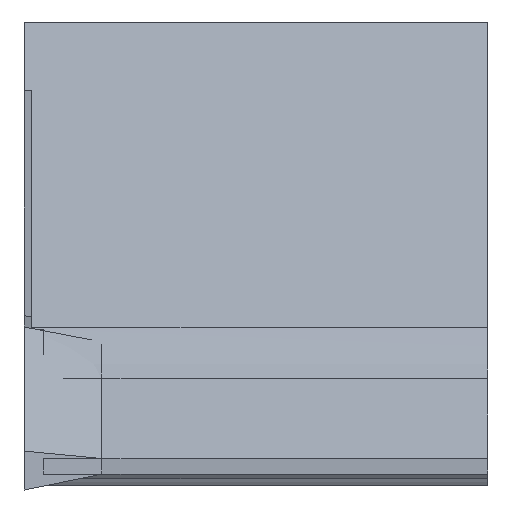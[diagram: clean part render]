
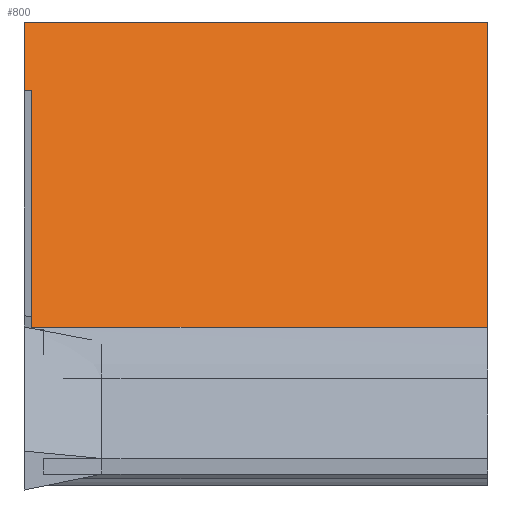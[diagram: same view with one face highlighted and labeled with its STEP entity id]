
A CAD part, left-side view. The second image highlights one B-rep face of the part: STEP entity #800.
In plain terms, the highlighted planar face has unit normal (-0.616, 0, 0.788).
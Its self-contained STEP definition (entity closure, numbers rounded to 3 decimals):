
#179 = VECTOR ( 'NONE', #388, 1000. ) ;
#249 = CARTESIAN_POINT ( 'NONE',  ( 19., 0., -21.876 ) ) ;
#289 = DIRECTION ( 'NONE',  ( 0., 1., 0. ) ) ;
#293 = CARTESIAN_POINT ( 'NONE',  ( 19., 160.463, -21.876 ) ) ;
#336 = ORIENTED_EDGE ( 'NONE', *, *, #2509, .T. ) ;
#388 = DIRECTION ( 'NONE',  ( -0.788, 0., -0.616 ) ) ;
#437 = CARTESIAN_POINT ( 'NONE',  ( -0.669, 0., -37.243 ) ) ;
#443 = CARTESIAN_POINT ( 'NONE',  ( 61.016, 160.463, 10.95 ) ) ;
#485 = PLANE ( 'NONE',  #1410 ) ;
#486 = DIRECTION ( 'NONE',  ( 0.788, 0., 0.616 ) ) ;
#550 = EDGE_LOOP ( 'NONE', ( #2400, #336, #1246, #2610, #1337, #898 ) ) ;
#562 = DIRECTION ( 'NONE',  ( 0.616, 0., -0.788 ) ) ;
#598 = CARTESIAN_POINT ( 'NONE',  ( 61.016, -0.3, 10.95 ) ) ;
#599 = CARTESIAN_POINT ( 'NONE',  ( 6.557, -19.05, -31.598 ) ) ;
#627 = DIRECTION ( 'NONE',  ( -0.788, 0., -0.616 ) ) ;
#723 = EDGE_CURVE ( 'NONE', #1288, #2178, #1648, .T. ) ;
#800 = ADVANCED_FACE ( 'NONE', ( #1618 ), #485, .F. ) ;
#840 = CARTESIAN_POINT ( 'NONE',  ( 19., -0.3, -21.876 ) ) ;
#898 = ORIENTED_EDGE ( 'NONE', *, *, #1613, .F. ) ;
#950 = CARTESIAN_POINT ( 'NONE',  ( -0.669, -19.05, -37.243 ) ) ;
#999 = DIRECTION ( 'NONE',  ( -0.788, 0., -0.616 ) ) ;
#1079 = DIRECTION ( 'NONE',  ( 0., -1., 0. ) ) ;
#1087 = CARTESIAN_POINT ( 'NONE',  ( 22.617, -19.05, -19.05 ) ) ;
#1113 = CARTESIAN_POINT ( 'NONE',  ( 6.557, 160.463, -31.598 ) ) ;
#1121 = DIRECTION ( 'NONE',  ( 0., -1., 0. ) ) ;
#1243 = LINE ( 'NONE', #437, #179 ) ;
#1246 = ORIENTED_EDGE ( 'NONE', *, *, #2556, .F. ) ;
#1288 = VERTEX_POINT ( 'NONE', #840 ) ;
#1337 = ORIENTED_EDGE ( 'NONE', *, *, #2578, .T. ) ;
#1341 = VECTOR ( 'NONE', #999, 1000. ) ;
#1397 = CARTESIAN_POINT ( 'NONE',  ( 22.617, -19.05, -19.05 ) ) ;
#1410 = AXIS2_PLACEMENT_3D ( 'NONE', #443, #562, #486 ) ;
#1476 = CARTESIAN_POINT ( 'NONE',  ( 22.617, 0., -19.05 ) ) ;
#1503 = LINE ( 'NONE', #293, #2443 ) ;
#1518 = LINE ( 'NONE', #950, #1341 ) ;
#1613 = EDGE_CURVE ( 'NONE', #1288, #2044, #1503, .T. ) ;
#1618 = FACE_OUTER_BOUND ( 'NONE', #550, .T. ) ;
#1648 = LINE ( 'NONE', #598, #1667 ) ;
#1667 = VECTOR ( 'NONE', #627, 1000. ) ;
#2044 = VERTEX_POINT ( 'NONE', #249 ) ;
#2178 = VERTEX_POINT ( 'NONE', #2291 ) ;
#2291 = CARTESIAN_POINT ( 'NONE',  ( 6.557, -0.3, -31.598 ) ) ;
#2295 = VERTEX_POINT ( 'NONE', #1476 ) ;
#2321 = VECTOR ( 'NONE', #1079, 1000. ) ;
#2322 = VERTEX_POINT ( 'NONE', #1397 ) ;
#2354 = VECTOR ( 'NONE', #1121, 1000. ) ;
#2362 = LINE ( 'NONE', #1087, #2321 ) ;
#2400 = ORIENTED_EDGE ( 'NONE', *, *, #723, .T. ) ;
#2409 = LINE ( 'NONE', #1113, #2354 ) ;
#2420 = VERTEX_POINT ( 'NONE', #599 ) ;
#2443 = VECTOR ( 'NONE', #289, 1000. ) ;
#2509 = EDGE_CURVE ( 'NONE', #2178, #2420, #2409, .T. ) ;
#2513 = EDGE_CURVE ( 'NONE', #2295, #2322, #2362, .T. ) ;
#2556 = EDGE_CURVE ( 'NONE', #2322, #2420, #1518, .T. ) ;
#2578 = EDGE_CURVE ( 'NONE', #2295, #2044, #1243, .T. ) ;
#2610 = ORIENTED_EDGE ( 'NONE', *, *, #2513, .F. ) ;
